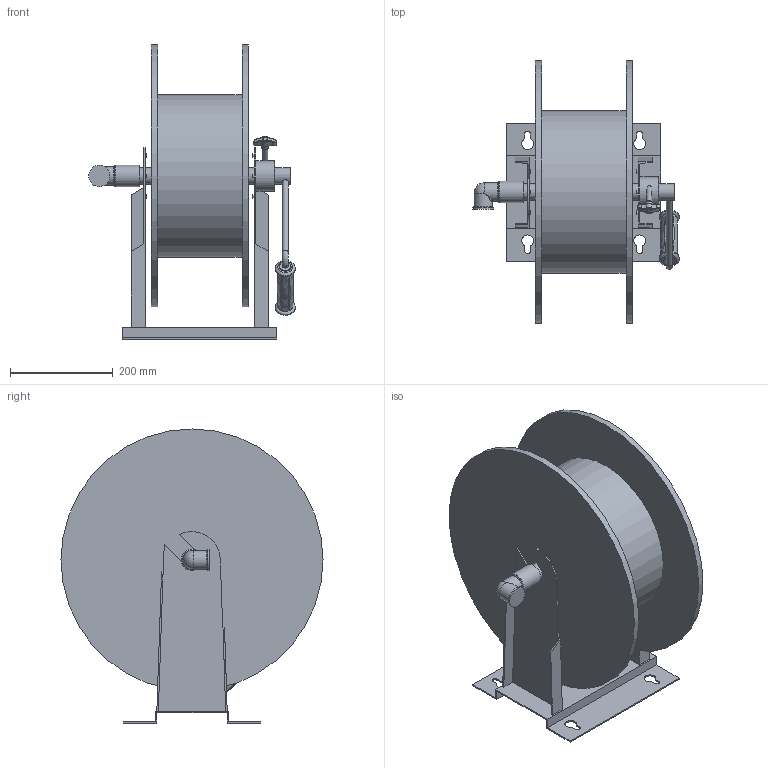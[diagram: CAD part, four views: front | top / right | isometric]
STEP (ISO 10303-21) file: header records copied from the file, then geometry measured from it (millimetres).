
FILE_DESCRIPTION(/* description */ ('Unknown'),/* implementation_level */ '2;1');
FILE_NAME(/* name */ '75400.100',/* time_stamp */ '2017-05-17T15:55:56+02:00',/* author */ ('Unknown'),/* organization */ ('Unknown'),/* preprocessor_version */ 'ST-DEVELOPER v16.7',/* originating_system */ 'DEX',/* authorisation */ $);
FILE_SCHEMA (('AUTOMOTIVE_DESIGN {1 0 10303 214 3 1 1}'));
Length unit declared in the file: millimetre
Products named in the file (13): 75400.100; B2911; B2713; M817; B2797; B2799; I712; S552; F651; B234; F736; F807; F805
Assembly tree (12 placements, depth 2):
  75400.100
    B2911
    B2713
    M817
    B2797
    B2799
    I712
    S552
    F651
    B234
    F736
    F807
    F805
Bounding box: 402.25 x 510 x 572.47 mm (x, y, z)
Volume: 18948492.9 mm3; surface area: 1343332.9 mm2
Topology: 14 solids, 14 shells, 204 faces, 454 edges, 299 vertices
Faces by surface type: plane 106, cylinder 67, bspline 16, torus 12, cone 3
Full cylindrical faces by diameter (mm): 7.3 x8, 9.8 x1, 10 x2, 11.98 x1, 12 x3, 14 x1, 20 x2, 22.336 x2, 31.8 x1, 31.95 x1, 36 x2, 39 x2, 41.5 x2, 59 x1, 315.571 x1, 510 x2
Entity records: 10560 total; most frequent: CARTESIAN_POINT 5599, DIRECTION 827, ORIENTED_EDGE 780, EDGE_CURVE 390, AXIS2_PLACEMENT_3D 321, VERTEX_POINT 283, FACE_BOUND 281, EDGE_LOOP 280
